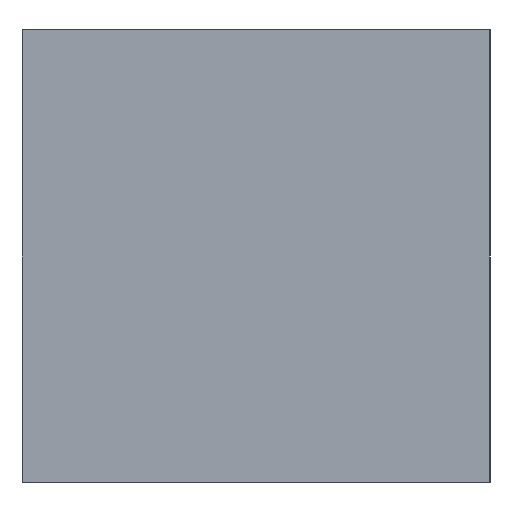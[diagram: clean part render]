
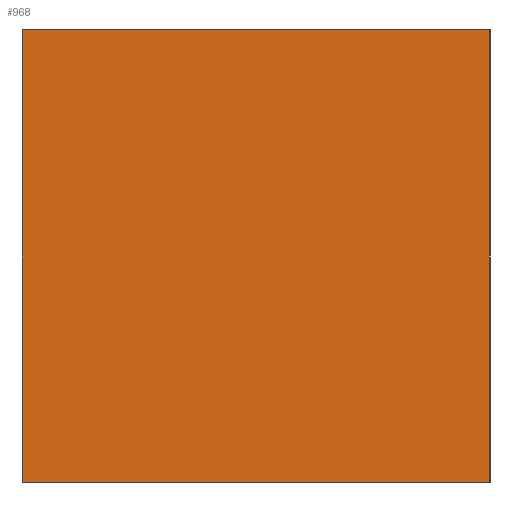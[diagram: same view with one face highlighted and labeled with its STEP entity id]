
A CAD part, left-side view. The second image highlights one B-rep face of the part: STEP entity #968.
In plain terms, the highlighted planar face has unit normal (-1, 0, 0).
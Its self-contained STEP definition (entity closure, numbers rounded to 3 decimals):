
#69=FACE_OUTER_BOUND('',#124,.T.);
#124=EDGE_LOOP('',(#705,#706,#707,#708));
#203=LINE('',#1395,#322);
#210=LINE('',#1408,#329);
#220=LINE('',#1431,#339);
#221=LINE('',#1432,#340);
#322=VECTOR('',#1127,10.);
#329=VECTOR('',#1138,10.);
#339=VECTOR('',#1164,10.);
#340=VECTOR('',#1165,10.);
#437=VERTEX_POINT('',#1392);
#438=VERTEX_POINT('',#1394);
#442=VERTEX_POINT('',#1407);
#447=VERTEX_POINT('',#1430);
#530=EDGE_CURVE('',#437,#438,#203,.T.);
#537=EDGE_CURVE('',#442,#438,#210,.T.);
#548=EDGE_CURVE('',#442,#447,#220,.T.);
#549=EDGE_CURVE('',#447,#437,#221,.T.);
#705=ORIENTED_EDGE('',*,*,#548,.F.);
#706=ORIENTED_EDGE('',*,*,#537,.T.);
#707=ORIENTED_EDGE('',*,*,#530,.F.);
#708=ORIENTED_EDGE('',*,*,#549,.F.);
#920=PLANE('',#1038);
#968=ADVANCED_FACE('',(#69),#920,.T.);
#1038=AXIS2_PLACEMENT_3D('',#1429,#1162,#1163);
#1127=DIRECTION('',(0.,-1.,0.));
#1138=DIRECTION('',(0.,0.,1.));
#1162=DIRECTION('center_axis',(-1.,0.,0.));
#1163=DIRECTION('ref_axis',(0.,-1.,0.));
#1164=DIRECTION('',(0.,1.,0.));
#1165=DIRECTION('',(0.,0.,1.));
#1392=CARTESIAN_POINT('',(-99.66,80.834,30.));
#1394=CARTESIAN_POINT('',(-99.66,49.834,30.));
#1395=CARTESIAN_POINT('',(-99.66,49.834,30.));
#1407=CARTESIAN_POINT('',(-99.66,49.834,0.));
#1408=CARTESIAN_POINT('',(-99.66,49.834,0.));
#1429=CARTESIAN_POINT('Origin',(-99.66,80.834,0.));
#1430=CARTESIAN_POINT('',(-99.66,80.834,0.));
#1431=CARTESIAN_POINT('',(-99.66,49.834,0.));
#1432=CARTESIAN_POINT('',(-99.66,80.834,0.));
